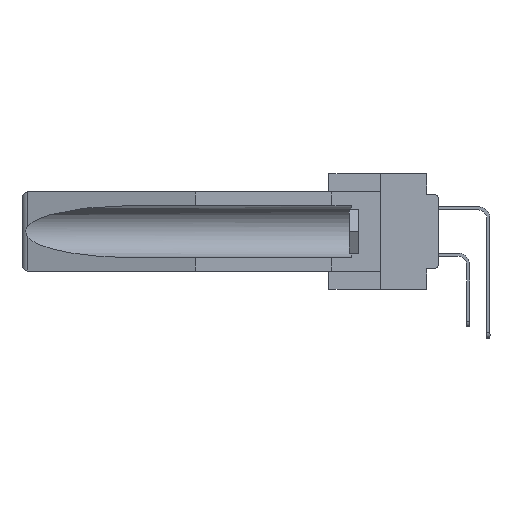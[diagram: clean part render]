
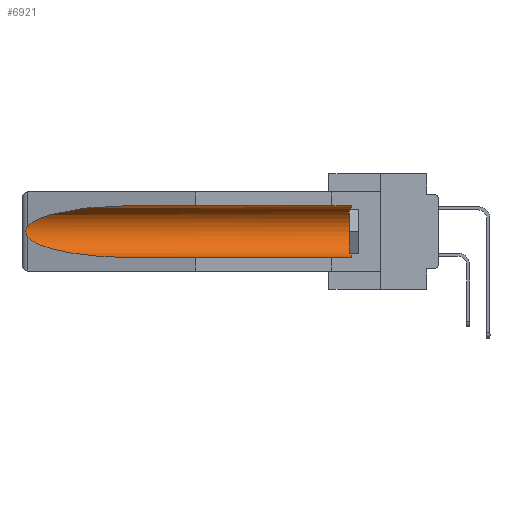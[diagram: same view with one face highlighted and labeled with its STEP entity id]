
A CAD part, left-side view. The second image highlights one B-rep face of the part: STEP entity #6921.
In plain terms, the highlighted cylindrical face has radius 2.857 mm (diameter 5.715 mm), a partial arc.
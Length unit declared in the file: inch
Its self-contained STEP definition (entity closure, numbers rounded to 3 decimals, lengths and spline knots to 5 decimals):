
#1250 = CIRCLE ( 'NONE', #11086, 0.1125 ) ;
#1357 = VECTOR ( 'NONE', #4920, 39.37008 ) ;
#1827 = B_SPLINE_CURVE_WITH_KNOTS ( 'NONE', 3,
 ( #18270, #30789, #2684, #27705, #40209, #12125, #24642, #37131, #9051, #21545 ),
 .UNSPECIFIED., .F., .F.,
 ( 4, 2, 2, 2, 4 ),
 ( 0., 0.00029, 0.00058, 0.00087, 0.00117 ),
 .UNSPECIFIED. ) ;
#2339 = DIRECTION ( 'NONE',  ( 0., 0., 1. ) ) ;
#2684 = CARTESIAN_POINT ( 'NONE',  ( 0.26654, 1.53092, -0.15636 ) ) ;
#4138 = DIRECTION ( 'NONE',  ( 0., -1., 0. ) ) ;
#4162 = AXIS2_PLACEMENT_3D ( 'NONE', #17287, #20984, #2339 ) ;
#4167 = VERTEX_POINT ( 'NONE', #26877 ) ;
#4581 = CARTESIAN_POINT ( 'NONE',  ( 0.25451, 1.48313, -0.24835 ) ) ;
#4796 = CYLINDRICAL_SURFACE ( 'NONE', #4162, 0.1125 ) ;
#4853 =( BOUNDED_CURVE ( )  B_SPLINE_CURVE ( 3, ( #26937, #4581, #39420, #32877 ),
 .UNSPECIFIED., .F., .F. ) 
 B_SPLINE_CURVE_WITH_KNOTS ( ( 4, 4 ),
 ( 0.1948, 1.5708 ),
 .UNSPECIFIED. ) 
 CURVE ( )  GEOMETRIC_REPRESENTATION_ITEM ( )  RATIONAL_B_SPLINE_CURVE ( ( 1., 0.848, 0.848, 1. ) ) 
 REPRESENTATION_ITEM ( '' )  );
#4920 = DIRECTION ( 'NONE',  ( 0., 1., 0. ) ) ;
#6921 = ADVANCED_FACE ( 'NONE', ( #8485 ), #4796, .F. ) ;
#8485 = FACE_OUTER_BOUND ( 'NONE', #38033, .T. ) ;
#8566 = VERTEX_POINT ( 'NONE', #8842 ) ;
#8623 = EDGE_CURVE ( 'NONE', #8566, #25323, #37515, .T. ) ;
#8842 = CARTESIAN_POINT ( 'NONE',  ( 0.155, 0.126, -0.284 ) ) ;
#9051 = CARTESIAN_POINT ( 'NONE',  ( 0.26597, 1.5296, -0.19026 ) ) ;
#10881 = CARTESIAN_POINT ( 'NONE',  ( 0.26537, 1.52718, -0.14972 ) ) ;
#11080 = CARTESIAN_POINT ( 'NONE',  ( 0.21114, 1.30732, -0.059 ) ) ;
#11086 = AXIS2_PLACEMENT_3D ( 'NONE', #19699, #4138, #29154 ) ;
#11701 = ORIENTED_EDGE ( 'NONE', *, *, #14239, .T. ) ;
#11967 = CARTESIAN_POINT ( 'NONE',  ( 0.26537, 1.52718, -0.14972 ) ) ;
#12125 = CARTESIAN_POINT ( 'NONE',  ( 0.2675, 1.53308, -0.17534 ) ) ;
#12128 = VECTOR ( 'NONE', #34449, 39.37008 ) ;
#13001 =( BOUNDED_CURVE ( )  B_SPLINE_CURVE ( 3, ( #38944, #11080, #33223, #10881 ),
 .UNSPECIFIED., .F., .F. ) 
 B_SPLINE_CURVE_WITH_KNOTS ( ( 4, 4 ),
 ( 4.71239, 6.08839 ),
 .UNSPECIFIED. ) 
 CURVE ( )  GEOMETRIC_REPRESENTATION_ITEM ( )  RATIONAL_B_SPLINE_CURVE ( ( 1., 0.848, 0.848, 1. ) ) 
 REPRESENTATION_ITEM ( '' )  );
#14239 = EDGE_CURVE ( 'NONE', #8566, #32255, #1250, .T. ) ;
#14675 = CARTESIAN_POINT ( 'NONE',  ( 0.155, 1.07973, -0.059 ) ) ;
#14706 = VERTEX_POINT ( 'NONE', #14675 ) ;
#15159 = VERTEX_POINT ( 'NONE', #11967 ) ;
#15694 = EDGE_CURVE ( 'NONE', #32255, #14706, #30559, .T. ) ;
#17287 = CARTESIAN_POINT ( 'NONE',  ( 0.155, -0.30754, -0.1715 ) ) ;
#17668 = ORIENTED_EDGE ( 'NONE', *, *, #36085, .T. ) ;
#18270 = CARTESIAN_POINT ( 'NONE',  ( 0.26537, 1.52718, -0.14972 ) ) ;
#19699 = CARTESIAN_POINT ( 'NONE',  ( 0.155, 0.126, -0.1715 ) ) ;
#20984 = DIRECTION ( 'NONE',  ( 0., 1., 0. ) ) ;
#21410 = EDGE_CURVE ( 'NONE', #15159, #4167, #1827, .T. ) ;
#21545 = CARTESIAN_POINT ( 'NONE',  ( 0.26537, 1.52718, -0.19328 ) ) ;
#21941 = CARTESIAN_POINT ( 'NONE',  ( 0.155, -0.30754, -0.284 ) ) ;
#24642 = CARTESIAN_POINT ( 'NONE',  ( 0.2673, 1.53269, -0.17917 ) ) ;
#25323 = VERTEX_POINT ( 'NONE', #30887 ) ;
#26602 = ORIENTED_EDGE ( 'NONE', *, *, #33533, .T. ) ;
#26877 = CARTESIAN_POINT ( 'NONE',  ( 0.26537, 1.52718, -0.19328 ) ) ;
#26937 = CARTESIAN_POINT ( 'NONE',  ( 0.26537, 1.52718, -0.19328 ) ) ;
#27705 = CARTESIAN_POINT ( 'NONE',  ( 0.2673, 1.5327, -0.16383 ) ) ;
#28485 = ORIENTED_EDGE ( 'NONE', *, *, #21410, .T. ) ;
#29154 = DIRECTION ( 'NONE',  ( 0., 0., 1. ) ) ;
#30346 = CARTESIAN_POINT ( 'NONE',  ( 0.155, -0.30754, -0.059 ) ) ;
#30559 = LINE ( 'NONE', #30346, #1357 ) ;
#30789 = CARTESIAN_POINT ( 'NONE',  ( 0.26597, 1.52961, -0.15275 ) ) ;
#30887 = CARTESIAN_POINT ( 'NONE',  ( 0.155, 1.07973, -0.284 ) ) ;
#31019 = ORIENTED_EDGE ( 'NONE', *, *, #15694, .T. ) ;
#31838 = CARTESIAN_POINT ( 'NONE',  ( 0.155, 0.126, -0.059 ) ) ;
#31960 = ORIENTED_EDGE ( 'NONE', *, *, #8623, .F. ) ;
#32255 = VERTEX_POINT ( 'NONE', #31838 ) ;
#32877 = CARTESIAN_POINT ( 'NONE',  ( 0.155, 1.07973, -0.284 ) ) ;
#33223 = CARTESIAN_POINT ( 'NONE',  ( 0.25451, 1.48313, -0.09465 ) ) ;
#33533 = EDGE_CURVE ( 'NONE', #14706, #15159, #13001, .T. ) ;
#34449 = DIRECTION ( 'NONE',  ( 0., 1., 0. ) ) ;
#36085 = EDGE_CURVE ( 'NONE', #4167, #25323, #4853, .T. ) ;
#37131 = CARTESIAN_POINT ( 'NONE',  ( 0.26655, 1.53094, -0.18657 ) ) ;
#37515 = LINE ( 'NONE', #21941, #12128 ) ;
#38033 = EDGE_LOOP ( 'NONE', ( #26602, #28485, #17668, #31960, #11701, #31019 ) ) ;
#38944 = CARTESIAN_POINT ( 'NONE',  ( 0.155, 1.07973, -0.059 ) ) ;
#39420 = CARTESIAN_POINT ( 'NONE',  ( 0.21114, 1.30732, -0.284 ) ) ;
#40209 = CARTESIAN_POINT ( 'NONE',  ( 0.2675, 1.53308, -0.16763 ) ) ;
